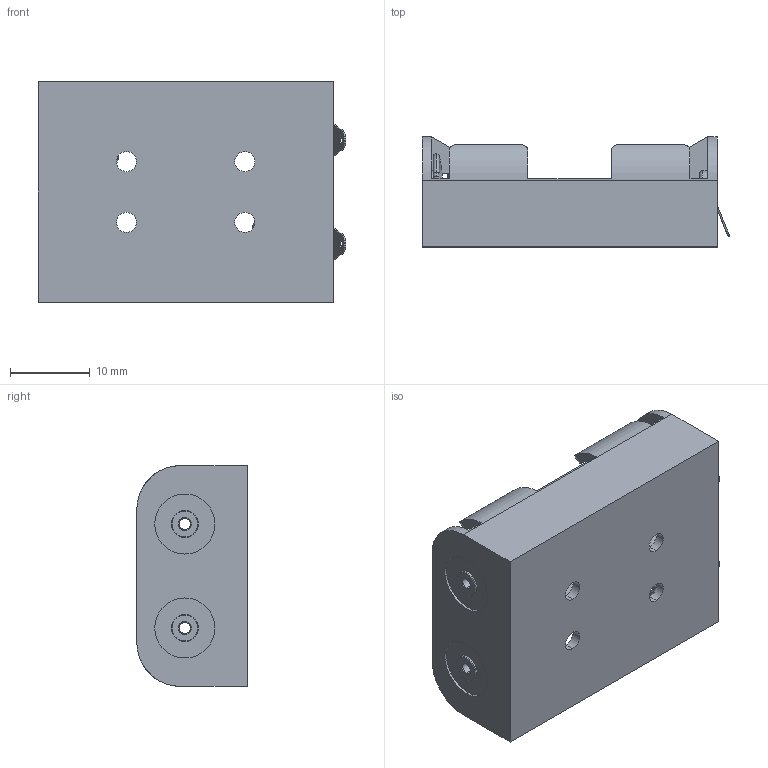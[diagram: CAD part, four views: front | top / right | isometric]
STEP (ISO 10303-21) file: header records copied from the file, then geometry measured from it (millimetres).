
FILE_DESCRIPTION (( 'STEP AP214' ), '1' );
FILE_NAME ('BH2NL.SLDPRT.STEP', '2019-12-31T09:41:18', ( '' ), ( '' ), 'SwSTEP 2.0', 'SolidWorks 2017', '' );
FILE_SCHEMA (( 'AUTOMOTIVE_DESIGN' ));
Length unit declared in the file: millimetre
Products named in the file (1): BH2NL.SLDPRT
Bounding box: 38.47 x 13.8 x 27.6 mm (x, y, z)
Volume: 3139.5 mm3; surface area: 6227.7 mm2
Topology: 6 solids, 6 shells, 324 faces, 802 edges, 520 vertices
Faces by surface type: plane 168, cylinder 108, torus 44, bspline 4
Entity records: 12639 total; most frequent: CARTESIAN_POINT 4645, DIRECTION 1696, ORIENTED_EDGE 1604, EDGE_CURVE 802, AXIS2_PLACEMENT_3D 623, VERTEX_POINT 520, LINE 450, VECTOR 450
